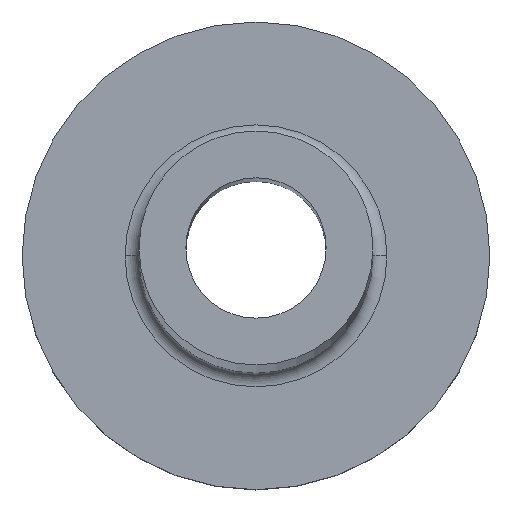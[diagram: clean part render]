
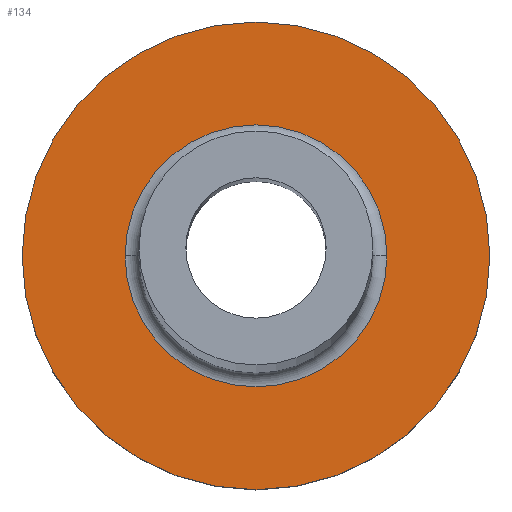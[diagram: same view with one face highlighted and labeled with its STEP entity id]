
A CAD part, top view. The second image highlights one B-rep face of the part: STEP entity #134.
In plain terms, the highlighted planar face has unit normal (0, 0, 1).
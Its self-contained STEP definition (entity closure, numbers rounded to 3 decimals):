
#7 = FACE_BOUND ( 'NONE', #273, .T. ) ;
#9 = ORIENTED_EDGE ( 'NONE', *, *, #447, .T. ) ;
#10 = CARTESIAN_POINT ( 'NONE',  ( 0., 0., 3. ) ) ;
#17 = DIRECTION ( 'NONE',  ( 0., 0., 1. ) ) ;
#22 = CIRCLE ( 'NONE', #280, 5. ) ;
#33 = VERTEX_POINT ( 'NONE', #452 ) ;
#37 = CIRCLE ( 'NONE', #96, 2.8 ) ;
#39 = DIRECTION ( 'NONE',  ( 1., 0., 0. ) ) ;
#40 = AXIS2_PLACEMENT_3D ( 'NONE', #417, #106, #145 ) ;
#47 = EDGE_LOOP ( 'NONE', ( #132, #378 ) ) ;
#53 = VERTEX_POINT ( 'NONE', #91 ) ;
#69 = EDGE_CURVE ( 'NONE', #33, #437, #37, .T. ) ;
#81 = CARTESIAN_POINT ( 'NONE',  ( 0., 0., 3. ) ) ;
#91 = CARTESIAN_POINT ( 'NONE',  ( 5., 0., 3. ) ) ;
#96 = AXIS2_PLACEMENT_3D ( 'NONE', #456, #385, #39 ) ;
#106 = DIRECTION ( 'NONE',  ( 0., 0., 1. ) ) ;
#132 = ORIENTED_EDGE ( 'NONE', *, *, #345, .T. ) ;
#134 = ADVANCED_FACE ( 'NONE', ( #7, #256 ), #397, .T. ) ;
#143 = VERTEX_POINT ( 'NONE', #403 ) ;
#145 = DIRECTION ( 'NONE',  ( 1., 0., 0. ) ) ;
#149 = CIRCLE ( 'NONE', #40, 5. ) ;
#154 = DIRECTION ( 'NONE',  ( 0., 0., 1. ) ) ;
#161 = DIRECTION ( 'NONE',  ( 1., 0., 0. ) ) ;
#190 = EDGE_CURVE ( 'NONE', #53, #143, #22, .T. ) ;
#193 = DIRECTION ( 'NONE',  ( 1., 0., 0. ) ) ;
#199 = CIRCLE ( 'NONE', #275, 2.8 ) ;
#213 = CARTESIAN_POINT ( 'NONE',  ( 2.8, 0., 3. ) ) ;
#256 = FACE_OUTER_BOUND ( 'NONE', #47, .T. ) ;
#273 = EDGE_LOOP ( 'NONE', ( #9, #298 ) ) ;
#275 = AXIS2_PLACEMENT_3D ( 'NONE', #319, #443, #193 ) ;
#280 = AXIS2_PLACEMENT_3D ( 'NONE', #10, #154, #439 ) ;
#298 = ORIENTED_EDGE ( 'NONE', *, *, #69, .T. ) ;
#319 = CARTESIAN_POINT ( 'NONE',  ( 0., 0., 3. ) ) ;
#345 = EDGE_CURVE ( 'NONE', #143, #53, #149, .T. ) ;
#348 = AXIS2_PLACEMENT_3D ( 'NONE', #81, #17, #161 ) ;
#378 = ORIENTED_EDGE ( 'NONE', *, *, #190, .T. ) ;
#385 = DIRECTION ( 'NONE',  ( 0., 0., -1. ) ) ;
#397 = PLANE ( 'NONE',  #348 ) ;
#403 = CARTESIAN_POINT ( 'NONE',  ( -5., 0., 3. ) ) ;
#417 = CARTESIAN_POINT ( 'NONE',  ( 0., 0., 3. ) ) ;
#437 = VERTEX_POINT ( 'NONE', #213 ) ;
#439 = DIRECTION ( 'NONE',  ( 1., 0., 0. ) ) ;
#443 = DIRECTION ( 'NONE',  ( 0., 0., -1. ) ) ;
#447 = EDGE_CURVE ( 'NONE', #437, #33, #199, .T. ) ;
#452 = CARTESIAN_POINT ( 'NONE',  ( -2.8, 0., 3. ) ) ;
#456 = CARTESIAN_POINT ( 'NONE',  ( 0., 0., 3. ) ) ;
